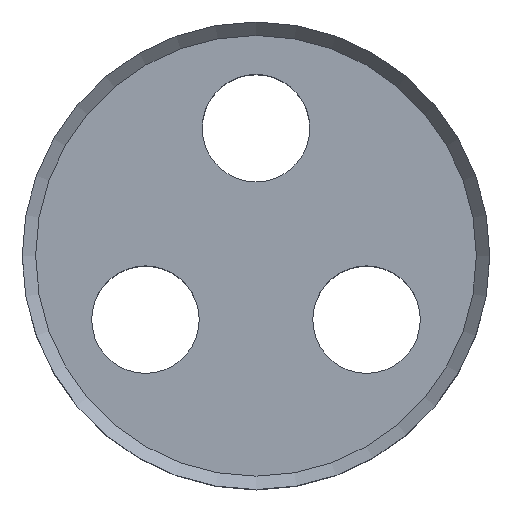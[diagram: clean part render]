
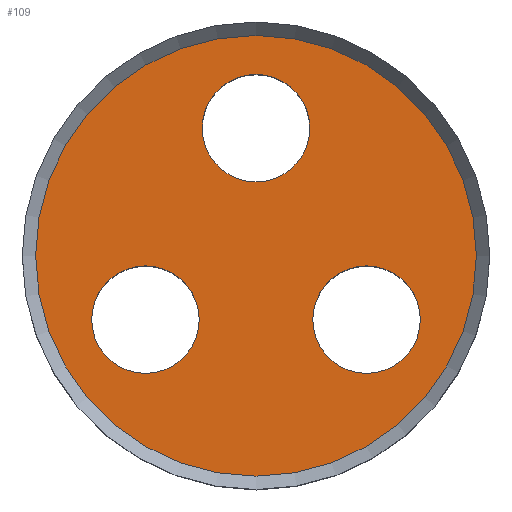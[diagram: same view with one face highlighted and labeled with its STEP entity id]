
A CAD part, top view. The second image highlights one B-rep face of the part: STEP entity #109.
In plain terms, the highlighted planar face has unit normal (0, 0, 1).
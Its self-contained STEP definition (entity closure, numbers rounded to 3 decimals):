
#16=PLANE('',#133);
#29=FACE_BOUND('',#54,.T.);
#30=FACE_BOUND('',#55,.T.);
#31=FACE_BOUND('',#56,.T.);
#38=FACE_OUTER_BOUND('',#53,.T.);
#53=EDGE_LOOP('',(#98));
#54=EDGE_LOOP('',(#99));
#55=EDGE_LOOP('',(#100));
#56=EDGE_LOOP('',(#101));
#57=CIRCLE('',#119,8.2);
#59=CIRCLE('',#122,2.);
#61=CIRCLE('',#125,2.);
#63=CIRCLE('',#128,2.);
#66=VERTEX_POINT('',#170);
#68=VERTEX_POINT('',#175);
#70=VERTEX_POINT('',#180);
#72=VERTEX_POINT('',#185);
#75=EDGE_CURVE('',#66,#66,#57,.T.);
#77=EDGE_CURVE('',#68,#68,#59,.T.);
#79=EDGE_CURVE('',#70,#70,#61,.T.);
#81=EDGE_CURVE('',#72,#72,#63,.T.);
#98=ORIENTED_EDGE('',*,*,#75,.T.);
#99=ORIENTED_EDGE('',*,*,#77,.T.);
#100=ORIENTED_EDGE('',*,*,#79,.T.);
#101=ORIENTED_EDGE('',*,*,#81,.T.);
#109=ADVANCED_FACE('',(#38,#29,#30,#31),#16,.T.);
#119=AXIS2_PLACEMENT_3D('',#171,#138,#139);
#122=AXIS2_PLACEMENT_3D('',#176,#144,#145);
#125=AXIS2_PLACEMENT_3D('',#181,#150,#151);
#128=AXIS2_PLACEMENT_3D('',#186,#156,#157);
#133=AXIS2_PLACEMENT_3D('',#193,#166,#167);
#138=DIRECTION('center_axis',(0.,0.,1.));
#139=DIRECTION('ref_axis',(-1.,0.,0.));
#144=DIRECTION('center_axis',(0.,0.,-1.));
#145=DIRECTION('ref_axis',(-1.,0.,0.));
#150=DIRECTION('center_axis',(0.,0.,-1.));
#151=DIRECTION('ref_axis',(-1.,0.,0.));
#156=DIRECTION('center_axis',(0.,0.,-1.));
#157=DIRECTION('ref_axis',(-1.,0.,0.));
#166=DIRECTION('center_axis',(0.,0.,1.));
#167=DIRECTION('ref_axis',(1.,0.,0.));
#170=CARTESIAN_POINT('',(8.2,0.,8.5));
#171=CARTESIAN_POINT('Origin',(0.,0.,8.5));
#175=CARTESIAN_POINT('',(6.114,-2.375,8.5));
#176=CARTESIAN_POINT('Origin',(4.114,-2.375,8.5));
#180=CARTESIAN_POINT('',(-2.114,-2.375,8.5));
#181=CARTESIAN_POINT('Origin',(-4.114,-2.375,8.5));
#185=CARTESIAN_POINT('',(2.,4.75,8.5));
#186=CARTESIAN_POINT('Origin',(0.,4.75,8.5));
#193=CARTESIAN_POINT('Origin',(0.,0.,8.5));
